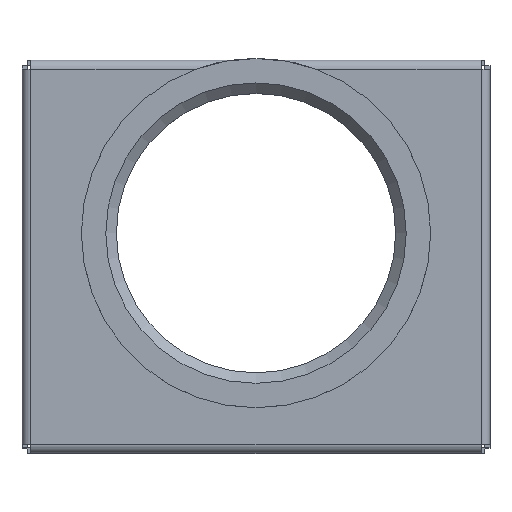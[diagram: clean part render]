
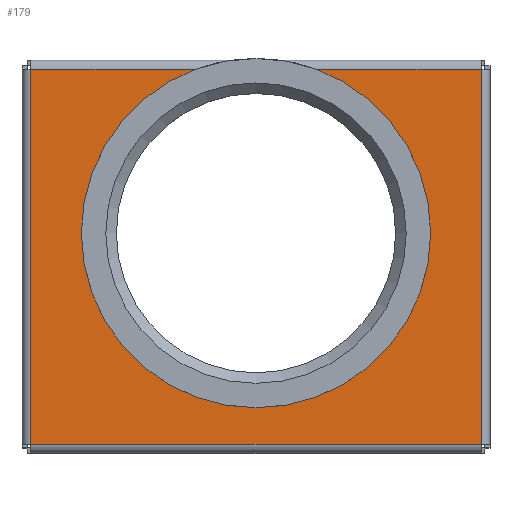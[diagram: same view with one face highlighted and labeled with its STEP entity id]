
A CAD part, top view. The second image highlights one B-rep face of the part: STEP entity #179.
In plain terms, the highlighted planar face has unit normal (0, 0, 1).
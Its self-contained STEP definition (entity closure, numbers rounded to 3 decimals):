
#179 = ADVANCED_FACE( '', ( #379 ), #380, .T. );
#379 = FACE_OUTER_BOUND( '', #590, .T. );
#380 = PLANE( '', #591 );
#590 = EDGE_LOOP( '', ( #1017, #1018, #1019, #1020, #1021, #1022 ) );
#591 = AXIS2_PLACEMENT_3D( '', #1023, #1024, #1025 );
#1017 = ORIENTED_EDGE( '', *, *, #1300, .T. );
#1018 = ORIENTED_EDGE( '', *, *, #1301, .F. );
#1019 = ORIENTED_EDGE( '', *, *, #1302, .T. );
#1020 = ORIENTED_EDGE( '', *, *, #1265, .T. );
#1021 = ORIENTED_EDGE( '', *, *, #1174, .T. );
#1022 = ORIENTED_EDGE( '', *, *, #1239, .T. );
#1023 = CARTESIAN_POINT( '', ( -129., 2.652, 100. ) );
#1024 = DIRECTION( '', ( 0., 0., 1. ) );
#1025 = DIRECTION( '', ( 1., 0., 0. ) );
#1174 = EDGE_CURVE( '', #1390, #1388, #1391, .T. );
#1239 = EDGE_CURVE( '', #1388, #1490, #1492, .T. );
#1265 = EDGE_CURVE( '', #1453, #1390, #1524, .T. );
#1300 = EDGE_CURVE( '', #1490, #1324, #1564, .T. );
#1301 = EDGE_CURVE( '', #1323, #1324, #1565, .T. );
#1302 = EDGE_CURVE( '', #1323, #1453, #1566, .T. );
#1323 = VERTEX_POINT( '', #1588 );
#1324 = VERTEX_POINT( '', #1589 );
#1388 = VERTEX_POINT( '', #1675 );
#1390 = VERTEX_POINT( '', #1677 );
#1391 = LINE( '', #1678, #1679 );
#1453 = VERTEX_POINT( '', #1764 );
#1490 = VERTEX_POINT( '', #1813 );
#1492 = LINE( '', #1815, #1816 );
#1524 = LINE( '', #1857, #1858 );
#1564 = LINE( '', #1914, #1915 );
#1565 = CIRCLE( '', #1916, 100. );
#1566 = LINE( '', #1917, #1918 );
#1588 = CARTESIAN_POINT( '', ( -34.117, 220., 100. ) );
#1589 = CARTESIAN_POINT( '', ( 34.117, 220., 100. ) );
#1675 = CARTESIAN_POINT( '', ( 129., 5., 100. ) );
#1677 = CARTESIAN_POINT( '', ( -129., 5., 100. ) );
#1678 = CARTESIAN_POINT( '', ( -129., 5., 100. ) );
#1679 = VECTOR( '', #1990, 1000. );
#1764 = CARTESIAN_POINT( '', ( -129., 220., 100. ) );
#1813 = CARTESIAN_POINT( '', ( 129., 220., 100. ) );
#1815 = CARTESIAN_POINT( '', ( 129., 2.652, 100. ) );
#1816 = VECTOR( '', #2068, 1000. );
#1857 = CARTESIAN_POINT( '', ( -129., 2.652, 100. ) );
#1858 = VECTOR( '', #2099, 1000. );
#1914 = CARTESIAN_POINT( '', ( 129., 220., 100. ) );
#1915 = VECTOR( '', #2125, 1000. );
#1916 = AXIS2_PLACEMENT_3D( '', #2126, #2127, #2128 );
#1917 = CARTESIAN_POINT( '', ( 129., 220., 100. ) );
#1918 = VECTOR( '', #2129, 1000. );
#1990 = DIRECTION( '', ( 1., 0., 0. ) );
#2068 = DIRECTION( '', ( 0., 1., 0. ) );
#2099 = DIRECTION( '', ( 0., -1., 0. ) );
#2125 = DIRECTION( '', ( -1., 0., 0. ) );
#2126 = CARTESIAN_POINT( '', ( 0., 126., 100. ) );
#2127 = DIRECTION( '', ( 0., 0., 1. ) );
#2128 = DIRECTION( '', ( 0., -1., 0. ) );
#2129 = DIRECTION( '', ( -1., 0., 0. ) );
